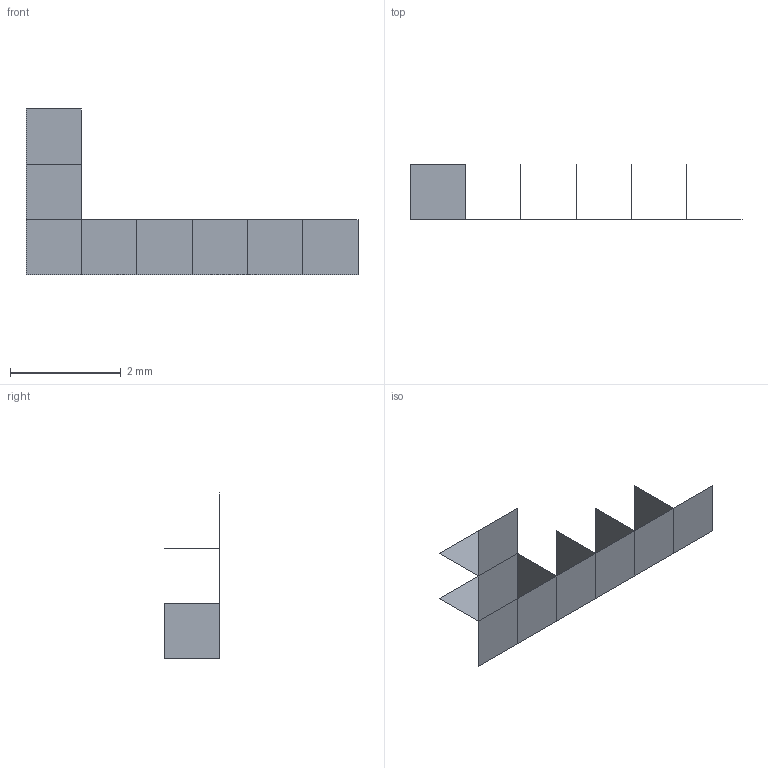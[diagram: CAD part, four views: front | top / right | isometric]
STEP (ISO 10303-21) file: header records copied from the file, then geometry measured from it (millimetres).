
FILE_DESCRIPTION(('FreeCAD Model'),'2;1');
FILE_NAME('Open CASCADE Shape Model','2022-01-23T12:26:44',(''),(''), 'Open CASCADE STEP processor 7.5','FreeCAD','Unknown');
FILE_SCHEMA(('AUTOMOTIVE_DESIGN { 1 0 10303 214 1 1 1 1 }'));
Length unit declared in the file: millimetre
Products named in the file (3): heat_source; Face; Extrude
Assembly tree (2 placements, depth 2):
  heat_source
    Face
    Extrude
Bounding box: 6 x 1 x 3 mm (x, y, z)
Surface area: 15 mm2 (no closed solid volume)
Topology: 0 solids, 7 shells, 8 faces, 33 edges, 32 vertices
Faces by surface type: plane 7, bspline 1
Entity records: 704 total; most frequent: CARTESIAN_POINT 131, DIRECTION 81, LINE 61, VECTOR 61, ORIENTED_EDGE 34, PCURVE 34, DEFINITIONAL_REPRESENTATION 34, EDGE_CURVE 33
